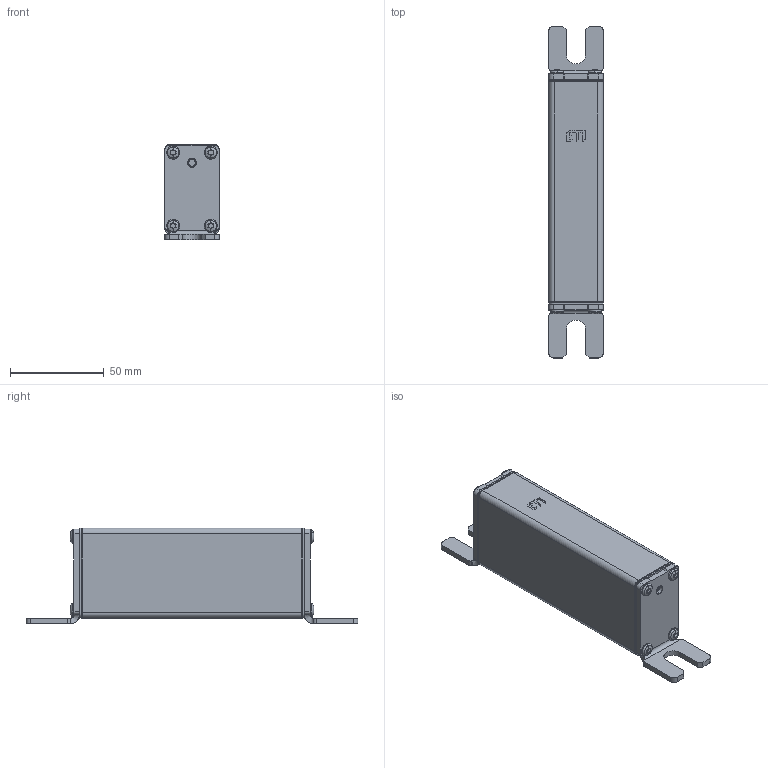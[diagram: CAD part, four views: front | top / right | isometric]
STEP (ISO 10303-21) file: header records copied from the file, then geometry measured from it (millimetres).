
FILE_DESCRIPTION((''),'2;1');
FILE_NAME('004110749_NHU01XL_GPV_50A-1500V_ASM','2022-10-11T07:07:37',('klemen.sitar'),('Audax d.o.o.'),'CREO PARAMETRIC BY PTC INC, 2021304','CREO PARAMETRIC BY PTC INC, 2021304','');
FILE_SCHEMA(('AP242_MANAGED_MODEL_BASED_3D_ENGINEERING_MIM_LF { 1 0 10303 442 1 1 4 }'));
Length unit declared in the file: millimetre
Products named in the file (6): 0000011599_1_1_2_3_4_5_6_7_8_13; 0000060942_2_1_2_1; 0000011548_1_1_2_3_4_1; 0000029826_1_1_1; 0000043213_1_1_2_1; 004110749_NHU01XL_GPV_50A-1500V_ASM
Assembly tree (15 placements, depth 2):
  004110749_NHU01XL_GPV_50A-1500V_ASM
    0000011599_1_1_2_3_4_5_6_7_8_13  x2
    0000060942_2_1_2_1
    0000011548_1_1_2_3_4_1  x2
    0000029826_1_1_1  x2
    0000043213_1_1_2_1  x8
Bounding box: 29 x 176.6 x 51 mm (x, y, z)
Volume: 174776.7 mm3; surface area: 39298.7 mm2
Topology: 15 solids, 23 shells, 881 faces, 2488 edges, 1630 vertices
Faces by surface type: cylinder 450, plane 151, bspline 144, cone 64, torus 40, sphere 16, extrusion 16
Entity records: 22400 total; most frequent: CARTESIAN_POINT 8387, DIRECTION 1876, ORIENTED_EDGE 1798, EDGE_CURVE 915, AXIS2_PLACEMENT_3D 737, PRESENTATION_STYLE_ASSIGNMENT 719, STYLED_ITEM 668, VERTEX_POINT 605
